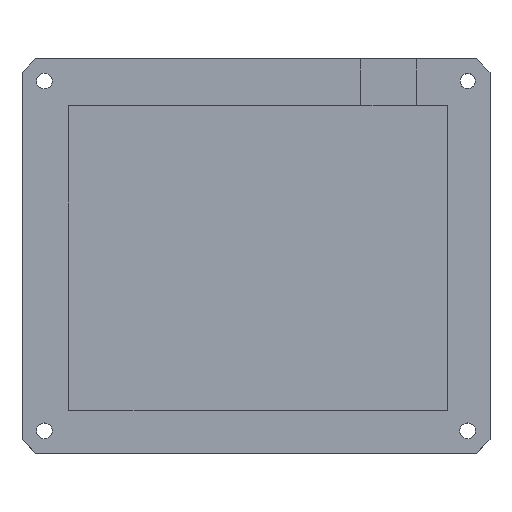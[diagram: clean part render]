
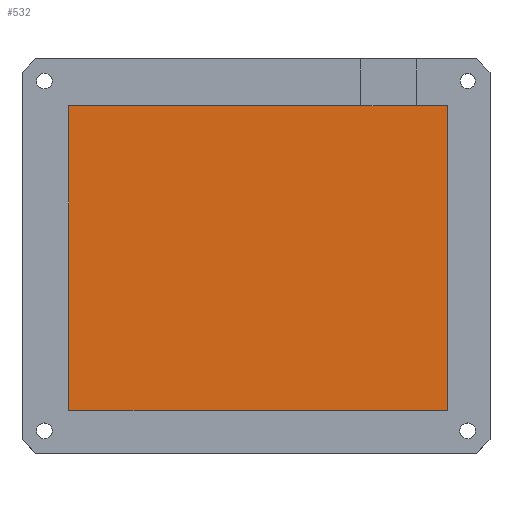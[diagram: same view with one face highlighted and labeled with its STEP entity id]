
A CAD part, top view. The second image highlights one B-rep face of the part: STEP entity #532.
In plain terms, the highlighted planar face has unit normal (0, 0, 1).
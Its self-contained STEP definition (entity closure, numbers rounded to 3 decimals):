
#62=FACE_OUTER_BOUND('',#96,.T.);
#96=EDGE_LOOP('',(#419,#420,#421,#422));
#162=LINE('',#851,#218);
#163=LINE('',#853,#219);
#164=LINE('',#855,#220);
#165=LINE('',#856,#221);
#218=VECTOR('',#684,10.);
#219=VECTOR('',#685,10.);
#220=VECTOR('',#686,10.);
#221=VECTOR('',#687,10.);
#267=VERTEX_POINT('',#849);
#268=VERTEX_POINT('',#850);
#269=VERTEX_POINT('',#852);
#270=VERTEX_POINT('',#854);
#326=EDGE_CURVE('',#267,#268,#162,.T.);
#327=EDGE_CURVE('',#269,#267,#163,.T.);
#328=EDGE_CURVE('',#270,#269,#164,.T.);
#329=EDGE_CURVE('',#268,#270,#165,.T.);
#419=ORIENTED_EDGE('',*,*,#326,.F.);
#420=ORIENTED_EDGE('',*,*,#327,.F.);
#421=ORIENTED_EDGE('',*,*,#328,.F.);
#422=ORIENTED_EDGE('',*,*,#329,.F.);
#510=PLANE('',#580);
#532=ADVANCED_FACE('',(#62),#510,.T.);
#580=AXIS2_PLACEMENT_3D('',#848,#682,#683);
#682=DIRECTION('center_axis',(0.,0.,1.));
#683=DIRECTION('ref_axis',(1.,0.,0.));
#684=DIRECTION('',(-1.,0.,0.));
#685=DIRECTION('',(0.,-1.,0.));
#686=DIRECTION('',(1.,0.,0.));
#687=DIRECTION('',(0.,1.,0.));
#848=CARTESIAN_POINT('Origin',(-17.59,35.845,3.));
#849=CARTESIAN_POINT('',(24.82,1.69,3.));
#850=CARTESIAN_POINT('',(-60.,1.69,3.));
#851=CARTESIAN_POINT('',(3.615,1.69,3.));
#852=CARTESIAN_POINT('',(24.82,70.,3.));
#853=CARTESIAN_POINT('',(24.82,52.923,3.));
#854=CARTESIAN_POINT('',(-60.,70.,3.));
#855=CARTESIAN_POINT('',(-38.795,70.,3.));
#856=CARTESIAN_POINT('',(-60.,18.768,3.));
